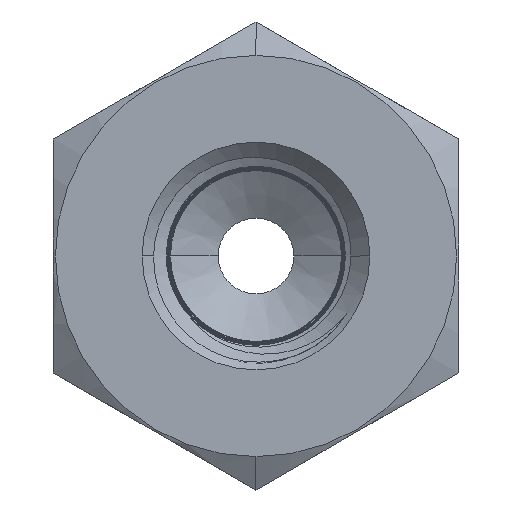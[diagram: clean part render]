
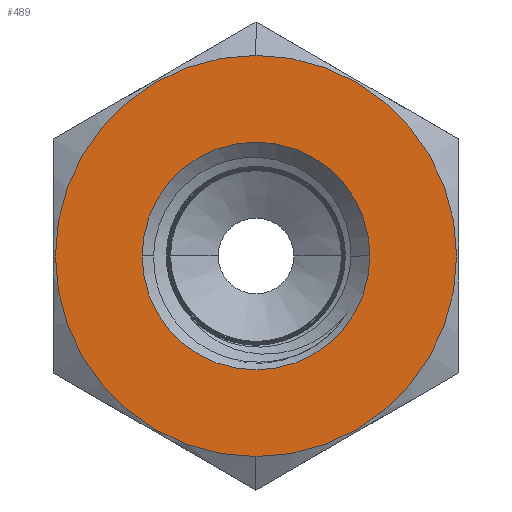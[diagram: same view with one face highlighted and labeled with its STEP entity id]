
A CAD part, front view. The second image highlights one B-rep face of the part: STEP entity #489.
In plain terms, the highlighted planar face has unit normal (0, -1, 0).
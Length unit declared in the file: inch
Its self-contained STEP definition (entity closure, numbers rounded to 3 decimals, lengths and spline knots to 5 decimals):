
#489 = ADVANCED_FACE ( 'NONE', ( #7043, #7575 ), #9524, .F. ) ;
#615 = AXIS2_PLACEMENT_3D ( 'NONE', #10406, #5240, #8487 ) ;
#797 = DIRECTION ( 'NONE',  ( 1., 0., 0. ) ) ;
#800 = EDGE_CURVE ( 'NONE', #6534, #9387, #7304, .T. ) ;
#1229 = EDGE_CURVE ( 'NONE', #9387, #6534, #9890, .T. ) ;
#1292 = EDGE_LOOP ( 'NONE', ( #9725, #1808 ) ) ;
#1325 = DIRECTION ( 'NONE',  ( 0., 0., -1. ) ) ;
#1593 = ORIENTED_EDGE ( 'NONE', *, *, #1229, .T. ) ;
#1604 = DIRECTION ( 'NONE',  ( 0., -1., 0. ) ) ;
#1619 = EDGE_CURVE ( 'NONE', #9317, #3392, #8442, .T. ) ;
#1808 = ORIENTED_EDGE ( 'NONE', *, *, #7695, .F. ) ;
#1893 = CARTESIAN_POINT ( 'NONE',  ( 0., 0., 0. ) ) ;
#2434 = CARTESIAN_POINT ( 'NONE',  ( 0., 0., 0.495 ) ) ;
#3333 = AXIS2_PLACEMENT_3D ( 'NONE', #1893, #5995, #7715 ) ;
#3361 = CARTESIAN_POINT ( 'NONE',  ( 0.281, 0., 0. ) ) ;
#3392 = VERTEX_POINT ( 'NONE', #7319 ) ;
#4148 = AXIS2_PLACEMENT_3D ( 'NONE', #9488, #6144, #4518 ) ;
#4460 = EDGE_LOOP ( 'NONE', ( #1593, #6555 ) ) ;
#4518 = DIRECTION ( 'NONE',  ( 0., 0., 1. ) ) ;
#4949 = CARTESIAN_POINT ( 'NONE',  ( 0., 0., -0.495 ) ) ;
#5240 = DIRECTION ( 'NONE',  ( 0., -1., 0. ) ) ;
#5911 = AXIS2_PLACEMENT_3D ( 'NONE', #6344, #7980, #1325 ) ;
#5995 = DIRECTION ( 'NONE',  ( 0., -1., 0. ) ) ;
#6144 = DIRECTION ( 'NONE',  ( 0., 1., 0. ) ) ;
#6344 = CARTESIAN_POINT ( 'NONE',  ( 0., 0., 0. ) ) ;
#6534 = VERTEX_POINT ( 'NONE', #4949 ) ;
#6555 = ORIENTED_EDGE ( 'NONE', *, *, #800, .T. ) ;
#6942 = AXIS2_PLACEMENT_3D ( 'NONE', #9021, #1604, #797 ) ;
#7043 = FACE_BOUND ( 'NONE', #1292, .T. ) ;
#7304 = CIRCLE ( 'NONE', #5911, 0.495 ) ;
#7319 = CARTESIAN_POINT ( 'NONE',  ( -0.281, 0., 0. ) ) ;
#7575 = FACE_OUTER_BOUND ( 'NONE', #4460, .T. ) ;
#7695 = EDGE_CURVE ( 'NONE', #3392, #9317, #8399, .T. ) ;
#7715 = DIRECTION ( 'NONE',  ( 1., 0., 0. ) ) ;
#7980 = DIRECTION ( 'NONE',  ( 0., -1., 0. ) ) ;
#8399 = CIRCLE ( 'NONE', #3333, 0.281 ) ;
#8442 = CIRCLE ( 'NONE', #6942, 0.281 ) ;
#8487 = DIRECTION ( 'NONE',  ( 0., 0., -1. ) ) ;
#9021 = CARTESIAN_POINT ( 'NONE',  ( 0., 0., 0. ) ) ;
#9317 = VERTEX_POINT ( 'NONE', #3361 ) ;
#9387 = VERTEX_POINT ( 'NONE', #2434 ) ;
#9488 = CARTESIAN_POINT ( 'NONE',  ( 0., 0., 0. ) ) ;
#9524 = PLANE ( 'NONE',  #4148 ) ;
#9725 = ORIENTED_EDGE ( 'NONE', *, *, #1619, .F. ) ;
#9890 = CIRCLE ( 'NONE', #615, 0.495 ) ;
#10406 = CARTESIAN_POINT ( 'NONE',  ( 0., 0., 0. ) ) ;
